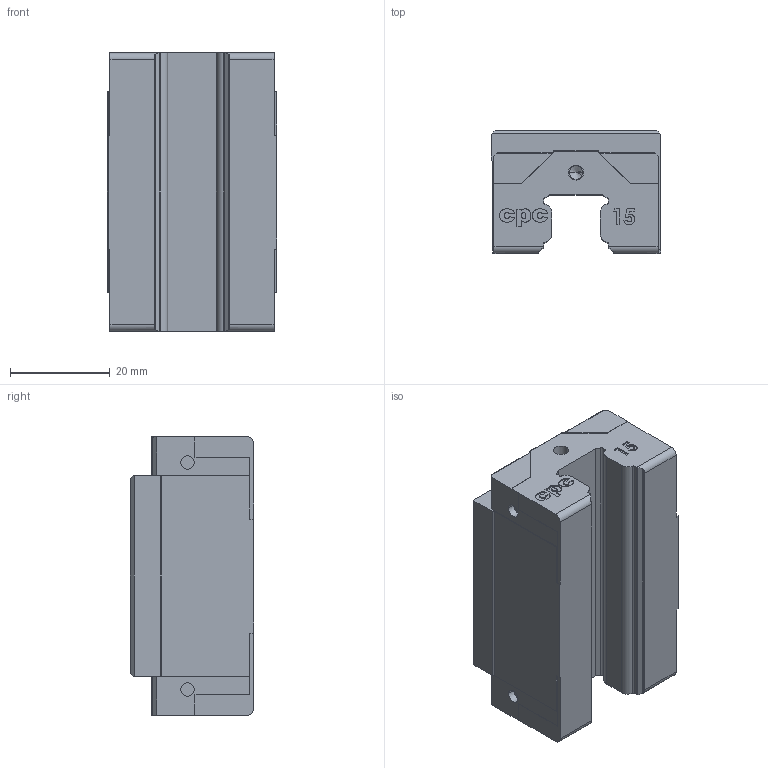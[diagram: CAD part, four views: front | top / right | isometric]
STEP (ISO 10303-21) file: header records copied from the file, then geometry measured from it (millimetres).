
FILE_DESCRIPTION (( 'STEP AP214' ), '1' );
FILE_NAME ('HRC15MN-block.STEP', '2012-10-03T11:39:59', ( '' ), ( '' ), 'SwSTEP 2.0', 'SolidWorks 2010', '' );
FILE_SCHEMA (( 'AUTOMOTIVE_DESIGN' ));
Length unit declared in the file: millimetre
Products named in the file (1): HRC15MN-block
Bounding box: 34 x 24.7 x 55.9 mm (x, y, z)
Volume: 35979.1 mm3; surface area: 9791.5 mm2
Topology: 1 solids, 1 shells, 310 faces, 816 edges, 526 vertices
Faces by surface type: plane 150, bspline 74, cylinder 62, cone 24
Entity records: 15716 total; most frequent: CARTESIAN_POINT 8253, ORIENTED_EDGE 1608, DIRECTION 1222, EDGE_CURVE 804, VERTEX_POINT 526, VECTOR 508, LINE 508, AXIS2_PLACEMENT_3D 357
